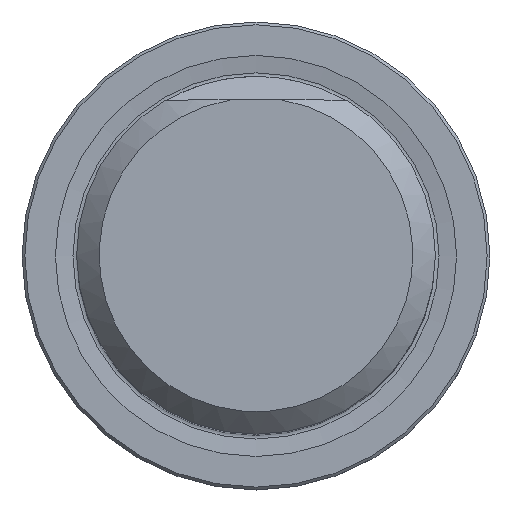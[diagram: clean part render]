
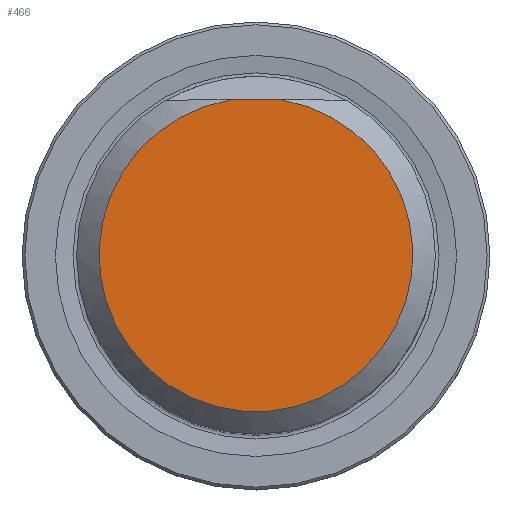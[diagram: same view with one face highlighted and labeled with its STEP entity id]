
A CAD part, top view. The second image highlights one B-rep face of the part: STEP entity #466.
In plain terms, the highlighted planar face has unit normal (0, 0, 1).
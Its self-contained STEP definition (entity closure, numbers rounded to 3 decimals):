
#228=PLANE('',#6090);
#466=ADVANCED_FACE('',(#785),#228,.T.);
#785=FACE_OUTER_BOUND('',#1055,.T.);
#1055=EDGE_LOOP('',(#1696,#1697));
#1696=ORIENTED_EDGE('',*,*,#3852,.F.);
#1697=ORIENTED_EDGE('',*,*,#3853,.T.);
#3282=VERTEX_POINT('',#9155);
#3283=VERTEX_POINT('',#9156);
#3852=EDGE_CURVE('',#3282,#3283,#5195,.T.);
#3853=EDGE_CURVE('',#3282,#3283,#4547,.T.);
#4547=CIRCLE('',#6089,13.996);
#5195=LINE('',#9154,#5544);
#5544=VECTOR('',#6919,1.);
#6089=AXIS2_PLACEMENT_3D('',#9157,#6920,#6921);
#6090=AXIS2_PLACEMENT_3D('',#9158,#6922,#6923);
#6919=DIRECTION('',(1.,0.,0.));
#6920=DIRECTION('',(0.,0.,1.));
#6921=DIRECTION('',(0.,-1.,0.));
#6922=DIRECTION('',(0.,0.,1.));
#6923=DIRECTION('',(0.,-1.,0.));
#9154=CARTESIAN_POINT('',(0.,13.809,60.));
#9155=CARTESIAN_POINT('',(-2.28,13.809,60.));
#9156=CARTESIAN_POINT('',(2.28,13.809,60.));
#9157=CARTESIAN_POINT('',(0.,0.,60.));
#9158=CARTESIAN_POINT('',(0.,0.,60.));
